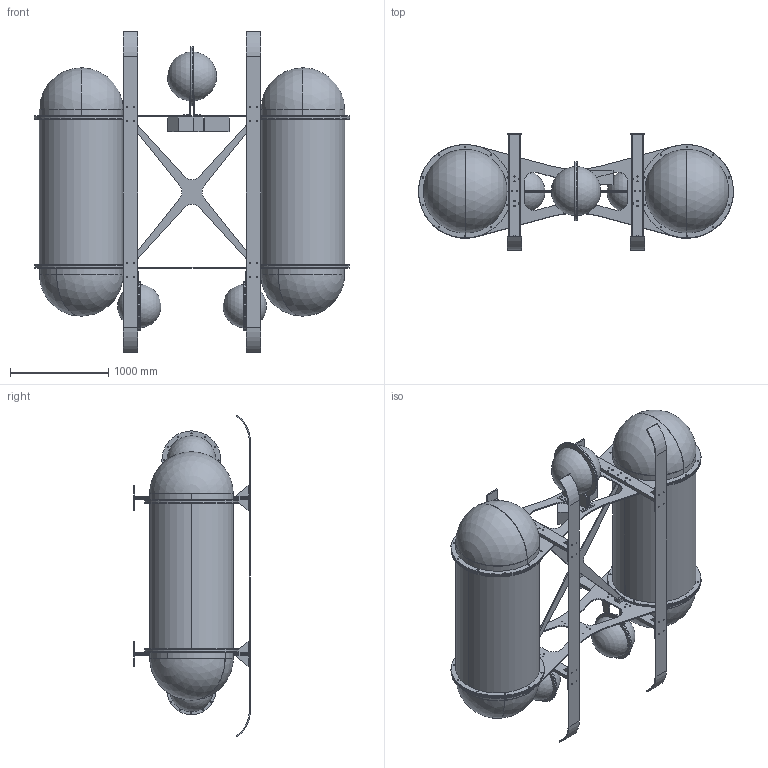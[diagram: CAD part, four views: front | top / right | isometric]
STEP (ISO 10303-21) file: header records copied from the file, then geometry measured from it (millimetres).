
FILE_DESCRIPTION (( 'STEP AP203' ), '1' );
FILE_NAME ('fRAMEmbtVbtAssem.STEP', '2019-11-09T21:02:18', ( '' ), ( '' ), 'SwSTEP 2.0', 'SolidWorks 2018', '' );
FILE_SCHEMA (( 'CONFIG_CONTROL_DESIGN' ));
Length unit declared in the file: millimetre
Products named in the file (21): MBTCaps; xBrace; RearVBTmount; RearVBTmountAssem; MBTmainbody; FrontVBTmountAssem; pumpRough; RearVBThalf; fRAMEmbtVbtAssem; StiffenerPlateClevis; FrameAssem; Ski; FrontVBThalf; RearVBTassem; motorRough; SkiSupport; MainFrameCrossMember; FrontVBTassem; FrontVBTmount; MotorPumpAssem; mbtAssem
Assembly tree (34 placements, depth 4):
  fRAMEmbtVbtAssem
    FrameAssem
      MainFrameCrossMember  x2
      StiffenerPlateClevis  x4
      xBrace
    mbtAssem  x2
      MBTmainbody
      MBTCaps
    SkiSupport  x4
    Ski  x2
    RearVBTmountAssem
      RearVBTassem
        RearVBThalf  x2
      RearVBTmount  x2
    MotorPumpAssem
      motorRough
      pumpRough
    FrontVBTmountAssem  x2
      FrontVBTassem
        FrontVBThalf  x2
      FrontVBTmount
Bounding box: 3200 x 1186 x 3261.32 mm (x, y, z)
Volume: 201411212.6 mm3; surface area: 44662001.6 mm2
Topology: 31 solids, 31 shells, 1242 faces, 3481 edges, 2310 vertices
Faces by surface type: cylinder 913, plane 301, sphere 28
Entity records: 19432 total; most frequent: DIRECTION 3169, CARTESIAN_POINT 2800, ORIENTED_EDGE 2718, EDGE_CURVE 1359, AXIS2_PLACEMENT_3D 1275, VERTEX_POINT 906, EDGE_LOOP 811, CIRCLE 740
